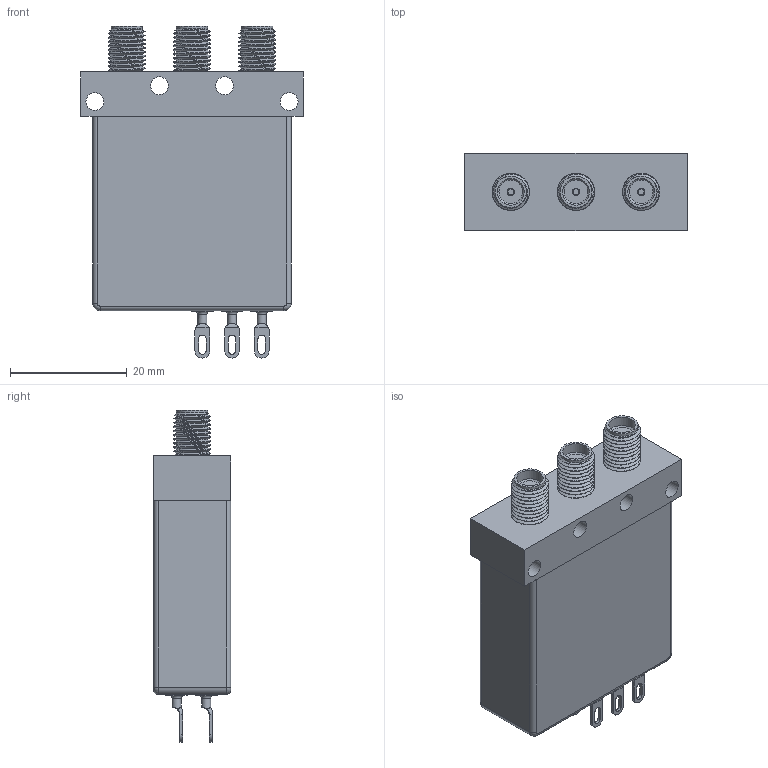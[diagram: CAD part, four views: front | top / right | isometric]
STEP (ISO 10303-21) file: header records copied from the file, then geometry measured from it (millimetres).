
FILE_DESCRIPTION (( 'STEP AP203' ), '1' );
FILE_NAME ('PE71S6396_3D.step', '2021-03-11T18:01:18', ( '' ), ( '' ), 'SwSTEP 2.0', 'SolidWorks 2020', '' );
FILE_SCHEMA (( 'CONFIG_CONTROL_DESIGN' ));
Products named in the file (1): PE71S6396_3D
Bounding box: 38.1 x 13.26 x 56.9 mm (x, y, z)
Volume: 19056.8 mm3; surface area: 8465.1 mm2
Topology: 8 solids, 8 shells, 1143 faces, 3021 edges, 1995 vertices
Faces by surface type: plane 630, bspline 338, cylinder 159, torus 10, cone 6
Full cylindrical faces by diameter (mm): 0.387 x1, 0.397 x1, 0.762 x6, 1.016 x3, 1.27 x3, 1.524 x6, 3.048 x4, 3.759 x6, 4.572 x3, 5.385 x3
Entity records: 54960 total; most frequent: CARTESIAN_POINT 29038, ORIENTED_EDGE 5898, DIRECTION 4126, EDGE_CURVE 2949, VERTEX_POINT 1983, LINE 1912, VECTOR 1912, EDGE_LOOP 1324
